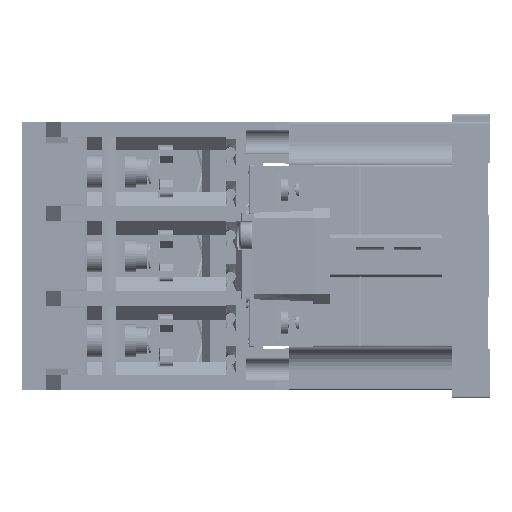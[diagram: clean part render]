
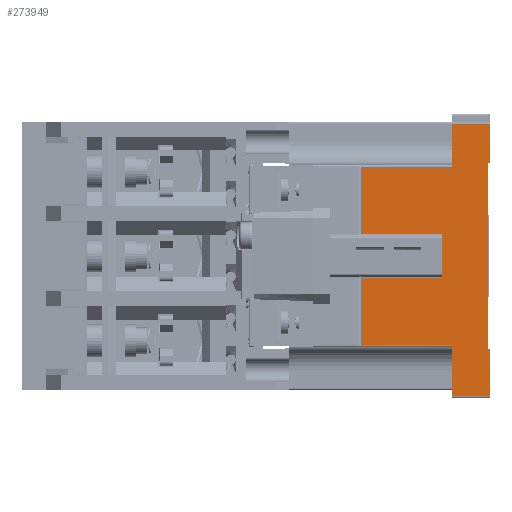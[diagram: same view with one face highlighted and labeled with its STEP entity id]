
A CAD part, left-side view. The second image highlights one B-rep face of the part: STEP entity #273949.
In plain terms, the highlighted planar face has unit normal (-1, 0, 0).
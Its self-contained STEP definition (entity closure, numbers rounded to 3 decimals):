
#258202=CARTESIAN_POINT('',(-49.9,-73.6,23.));
#258203=VERTEX_POINT('',#258202);
#258210=CARTESIAN_POINT('',(-49.9,-73.1,23.));
#258211=VERTEX_POINT('',#258210);
#258212=CARTESIAN_POINT('',(-49.9,-73.1,23.));
#258213=DIRECTION('',(0.0,-1.0,0.0));
#258214=VECTOR('',#258213,0.5);
#258215=LINE('',#258212,#258214);
#258216=EDGE_CURVE('',#258211,#258203,#258215,.T.);
#258339=CARTESIAN_POINT('',(-49.9,-64.2,32.5));
#258340=VERTEX_POINT('',#258339);
#258390=CARTESIAN_POINT('',(-49.9,-64.2,22.));
#258391=VERTEX_POINT('',#258390);
#258399=CARTESIAN_POINT('',(-49.9,-64.2,22.));
#258400=DIRECTION('',(0.0,0.0,1.0));
#258401=VECTOR('',#258400,10.5);
#258402=LINE('',#258399,#258401);
#258403=EDGE_CURVE('',#258391,#258340,#258402,.T.);
#261350=CARTESIAN_POINT('',(-49.9,-73.1,-23.));
#261351=VERTEX_POINT('',#261350);
#261358=CARTESIAN_POINT('',(-49.9,-73.6,-23.));
#261359=VERTEX_POINT('',#261358);
#261360=CARTESIAN_POINT('',(-49.9,-73.6,-23.));
#261361=DIRECTION('',(0.0,1.0,0.0));
#261362=VECTOR('',#261361,0.5);
#261363=LINE('',#261360,#261362);
#261364=EDGE_CURVE('',#261359,#261351,#261363,.T.);
#261382=CARTESIAN_POINT('',(-49.9,-73.6,-34.5));
#261383=VERTEX_POINT('',#261382);
#261406=CARTESIAN_POINT('',(-49.9,-73.6,-34.5));
#261407=DIRECTION('',(0.0,0.0,1.0));
#261408=VECTOR('',#261407,11.5);
#261409=LINE('',#261406,#261408);
#261410=EDGE_CURVE('',#261383,#261359,#261409,.T.);
#262442=CARTESIAN_POINT('',(-49.9,-61.9,-5.4));
#262443=VERTEX_POINT('',#262442);
#262451=CARTESIAN_POINT('',(-49.9,-61.9,5.4));
#262452=VERTEX_POINT('',#262451);
#262453=CARTESIAN_POINT('',(-49.9,-61.9,5.4));
#262454=DIRECTION('',(0.0,0.0,-1.0));
#262455=VECTOR('',#262454,10.8);
#262456=LINE('',#262453,#262455);
#262457=EDGE_CURVE('',#262452,#262443,#262456,.T.);
#272887=CARTESIAN_POINT('',(-49.9,-41.9,-22.));
#272888=VERTEX_POINT('',#272887);
#272918=CARTESIAN_POINT('',(-49.9,-64.2,-22.));
#272919=VERTEX_POINT('',#272918);
#272927=CARTESIAN_POINT('',(-49.9,-64.2,-22.));
#272928=DIRECTION('',(0.0,1.0,0.0));
#272929=VECTOR('',#272928,22.3);
#272930=LINE('',#272927,#272929);
#272931=EDGE_CURVE('',#272919,#272888,#272930,.T.);
#273099=CARTESIAN_POINT('',(-49.9,-41.9,22.));
#273100=VERTEX_POINT('',#273099);
#273136=CARTESIAN_POINT('',(-49.9,-41.9,22.));
#273137=DIRECTION('',(0.0,-1.0,0.0));
#273138=VECTOR('',#273137,22.3);
#273139=LINE('',#273136,#273138);
#273140=EDGE_CURVE('',#273100,#258391,#273139,.T.);
#273167=CARTESIAN_POINT('',(-49.9,-64.2,-34.5));
#273168=VERTEX_POINT('',#273167);
#273176=CARTESIAN_POINT('',(-49.9,-64.2,-34.5));
#273177=DIRECTION('',(0.0,0.0,1.0));
#273178=VECTOR('',#273177,12.5);
#273179=LINE('',#273176,#273178);
#273180=EDGE_CURVE('',#273168,#272919,#273179,.T.);
#273209=CARTESIAN_POINT('',(-49.9,-73.6,-34.5));
#273210=DIRECTION('',(0.0,1.0,0.0));
#273211=VECTOR('',#273210,9.4);
#273212=LINE('',#273209,#273211);
#273213=EDGE_CURVE('',#261383,#273168,#273212,.T.);
#273269=CARTESIAN_POINT('',(-49.9,-73.1,-23.));
#273270=DIRECTION('',(0.0,0.0,1.0));
#273271=VECTOR('',#273270,46.);
#273272=LINE('',#273269,#273271);
#273273=EDGE_CURVE('',#261351,#258211,#273272,.T.);
#273484=CARTESIAN_POINT('',(-49.9,-41.9,-5.4));
#273485=VERTEX_POINT('',#273484);
#273497=CARTESIAN_POINT('',(-49.9,-41.9,-5.4));
#273498=DIRECTION('',(0.0,0.0,-1.0));
#273499=VECTOR('',#273498,16.6);
#273500=LINE('',#273497,#273499);
#273501=EDGE_CURVE('',#273485,#272888,#273500,.T.);
#273512=CARTESIAN_POINT('',(-49.9,-41.9,-5.4));
#273513=DIRECTION('',(0.0,-1.0,0.0));
#273514=VECTOR('',#273513,20.);
#273515=LINE('',#273512,#273514);
#273516=EDGE_CURVE('',#273485,#262443,#273515,.T.);
#273528=CARTESIAN_POINT('',(-49.9,-41.9,5.4));
#273529=VERTEX_POINT('',#273528);
#273537=CARTESIAN_POINT('',(-49.9,-41.9,22.));
#273538=DIRECTION('',(0.0,0.0,-1.0));
#273539=VECTOR('',#273538,16.6);
#273540=LINE('',#273537,#273539);
#273541=EDGE_CURVE('',#273100,#273529,#273540,.T.);
#273558=CARTESIAN_POINT('',(-49.9,-61.9,5.4));
#273559=DIRECTION('',(0.0,1.0,0.0));
#273560=VECTOR('',#273559,20.0);
#273561=LINE('',#273558,#273560);
#273562=EDGE_CURVE('',#262452,#273529,#273561,.T.);
#273914=CARTESIAN_POINT('',(-49.9,-24.1,0.));
#273915=DIRECTION('',(-1.0,0.0,0.0));
#273916=DIRECTION('',(0.0,0.0,1.0));
#273917=AXIS2_PLACEMENT_3D('',#273914,#273915,#273916);
#273918=PLANE('',#273917);
#273919=CARTESIAN_POINT('',(-49.9,-73.6,32.5));
#273920=VERTEX_POINT('',#273919);
#273921=CARTESIAN_POINT('',(-49.9,-64.2,32.5));
#273922=DIRECTION('',(0.0,-1.0,0.0));
#273923=VECTOR('',#273922,9.4);
#273924=LINE('',#273921,#273923);
#273925=EDGE_CURVE('',#258340,#273920,#273924,.T.);
#273926=ORIENTED_EDGE('',*,*,#273925,.F.);
#273927=ORIENTED_EDGE('',*,*,#258403,.F.);
#273928=ORIENTED_EDGE('',*,*,#273140,.F.);
#273929=ORIENTED_EDGE('',*,*,#273541,.T.);
#273930=ORIENTED_EDGE('',*,*,#273562,.F.);
#273931=ORIENTED_EDGE('',*,*,#262457,.T.);
#273932=ORIENTED_EDGE('',*,*,#273516,.F.);
#273933=ORIENTED_EDGE('',*,*,#273501,.T.);
#273934=ORIENTED_EDGE('',*,*,#272931,.F.);
#273935=ORIENTED_EDGE('',*,*,#273180,.F.);
#273936=ORIENTED_EDGE('',*,*,#273213,.F.);
#273937=ORIENTED_EDGE('',*,*,#261410,.T.);
#273938=ORIENTED_EDGE('',*,*,#261364,.T.);
#273939=ORIENTED_EDGE('',*,*,#273273,.T.);
#273940=ORIENTED_EDGE('',*,*,#258216,.T.);
#273941=CARTESIAN_POINT('',(-49.9,-73.6,23.));
#273942=DIRECTION('',(0.0,0.0,1.0));
#273943=VECTOR('',#273942,9.5);
#273944=LINE('',#273941,#273943);
#273945=EDGE_CURVE('',#258203,#273920,#273944,.T.);
#273946=ORIENTED_EDGE('',*,*,#273945,.T.);
#273947=EDGE_LOOP('',(#273926,#273927,#273928,#273929,#273930,#273931,#273932,#273933,#273934,#273935,#273936,#273937,#273938,#273939,#273940,#273946));
#273948=FACE_OUTER_BOUND('',#273947,.T.);
#273949=ADVANCED_FACE('',(#273948),#273918,.T.);
